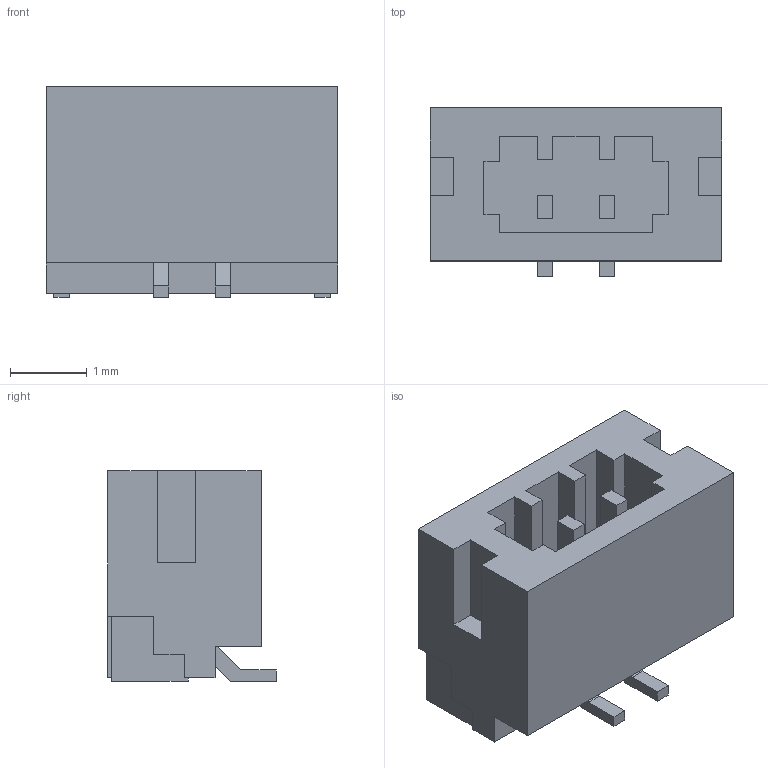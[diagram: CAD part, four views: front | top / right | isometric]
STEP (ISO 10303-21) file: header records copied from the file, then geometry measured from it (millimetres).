
FILE_DESCRIPTION (( 'STEP AP203' ), '1' );
FILE_NAME ('JST_BM02B-SURS-TF_DIY.STEP', '2024-07-03T20:32:12', ( '' ), ( '' ), 'SwSTEP 2.0', 'SolidWorks 2024', '' );
FILE_SCHEMA (( 'CONFIG_CONTROL_DESIGN' ));
Length unit declared in the file: millimetre
Products named in the file (1): JST_BM02B-SURS-TF_DIY
Bounding box: 3.8 x 2.2 x 2.75 mm (x, y, z)
Volume: 14.2 mm3; surface area: 69.1 mm2
Topology: 1 solids, 1 shells, 87 faces, 246 edges, 164 vertices
Faces by surface type: plane 87
Entity records: 2837 total; most frequent: CARTESIAN_POINT 498, ORIENTED_EDGE 492, DIRECTION 422, EDGE_CURVE 246, VECTOR 246, LINE 246, VERTEX_POINT 164, EDGE_LOOP 90
